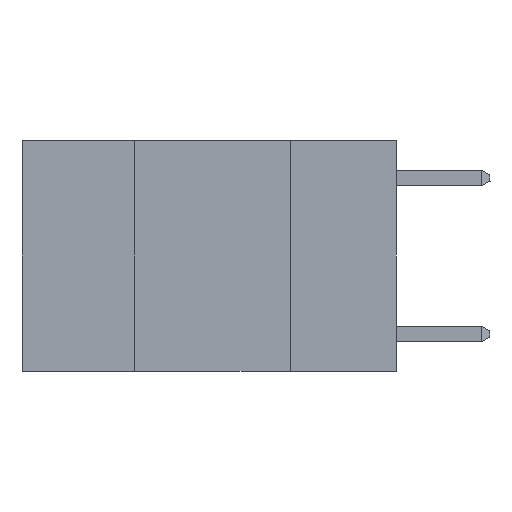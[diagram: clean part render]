
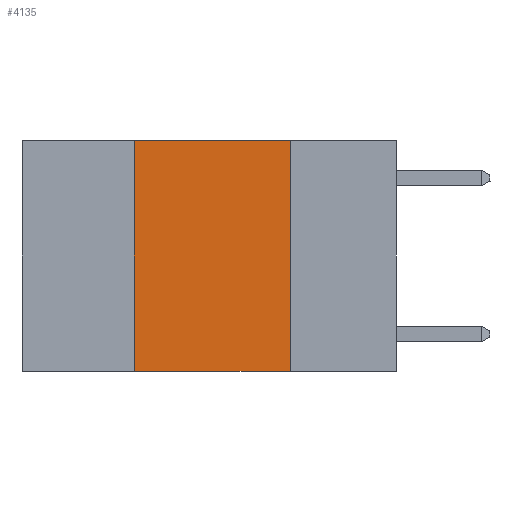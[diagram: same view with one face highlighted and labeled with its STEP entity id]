
A CAD part, left-side view. The second image highlights one B-rep face of the part: STEP entity #4135.
In plain terms, the highlighted planar face has unit normal (-1, 0, 0).
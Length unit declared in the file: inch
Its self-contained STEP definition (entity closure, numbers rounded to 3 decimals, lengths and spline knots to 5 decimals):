
#248 = CARTESIAN_POINT ( 'NONE',  ( 0., 0.42, 0. ) ) ;
#321 = PLANE ( 'NONE',  #2685 ) ;
#785 = VECTOR ( 'NONE', #12188, 39.37008 ) ;
#888 = VECTOR ( 'NONE', #5571, 39.37008 ) ;
#1534 = CARTESIAN_POINT ( 'NONE',  ( 0., 0.42, 0. ) ) ;
#1704 = CARTESIAN_POINT ( 'NONE',  ( 0., 0.6, -0.37 ) ) ;
#2685 = AXIS2_PLACEMENT_3D ( 'NONE', #2952, #10910, #6924 ) ;
#2952 = CARTESIAN_POINT ( 'NONE',  ( 0., 0.6, 0. ) ) ;
#3015 = DIRECTION ( 'NONE',  ( 0., 0., -1. ) ) ;
#3719 = ORIENTED_EDGE ( 'NONE', *, *, #11947, .T. ) ;
#3785 = CARTESIAN_POINT ( 'NONE',  ( 0., 0.42, -0.37 ) ) ;
#4007 = EDGE_LOOP ( 'NONE', ( #7333, #10331, #6951, #3719 ) ) ;
#4135 = ADVANCED_FACE ( 'NONE', ( #6662 ), #321, .F. ) ;
#4514 = EDGE_CURVE ( 'NONE', #8980, #15943, #6904, .T. ) ;
#4767 = CARTESIAN_POINT ( 'NONE',  ( 0., 0.17, 0. ) ) ;
#5446 = VECTOR ( 'NONE', #7087, 39.37008 ) ;
#5571 = DIRECTION ( 'NONE',  ( 0., 0., 1. ) ) ;
#5876 = EDGE_CURVE ( 'NONE', #15943, #5877, #16167, .T. ) ;
#5877 = VERTEX_POINT ( 'NONE', #8280 ) ;
#6662 = FACE_OUTER_BOUND ( 'NONE', #4007, .T. ) ;
#6904 = LINE ( 'NONE', #14696, #785 ) ;
#6924 = DIRECTION ( 'NONE',  ( 0., 0., -1. ) ) ;
#6951 = ORIENTED_EDGE ( 'NONE', *, *, #11475, .F. ) ;
#7087 = DIRECTION ( 'NONE',  ( 0., -1., 0. ) ) ;
#7333 = ORIENTED_EDGE ( 'NONE', *, *, #5876, .F. ) ;
#8280 = CARTESIAN_POINT ( 'NONE',  ( 0., 0.17, -0.37 ) ) ;
#8980 = VERTEX_POINT ( 'NONE', #1534 ) ;
#9404 = VERTEX_POINT ( 'NONE', #3785 ) ;
#10331 = ORIENTED_EDGE ( 'NONE', *, *, #4514, .F. ) ;
#10910 = DIRECTION ( 'NONE',  ( 1., 0., 0. ) ) ;
#10984 = LINE ( 'NONE', #1704, #5446 ) ;
#11475 = EDGE_CURVE ( 'NONE', #9404, #8980, #14898, .T. ) ;
#11947 = EDGE_CURVE ( 'NONE', #9404, #5877, #10984, .T. ) ;
#12188 = DIRECTION ( 'NONE',  ( 0., -1., 0. ) ) ;
#13376 = VECTOR ( 'NONE', #3015, 39.37008 ) ;
#14696 = CARTESIAN_POINT ( 'NONE',  ( 0., 0.6, 0. ) ) ;
#14863 = CARTESIAN_POINT ( 'NONE',  ( 0., 0.17, 0. ) ) ;
#14898 = LINE ( 'NONE', #248, #888 ) ;
#15943 = VERTEX_POINT ( 'NONE', #4767 ) ;
#16167 = LINE ( 'NONE', #14863, #13376 ) ;
